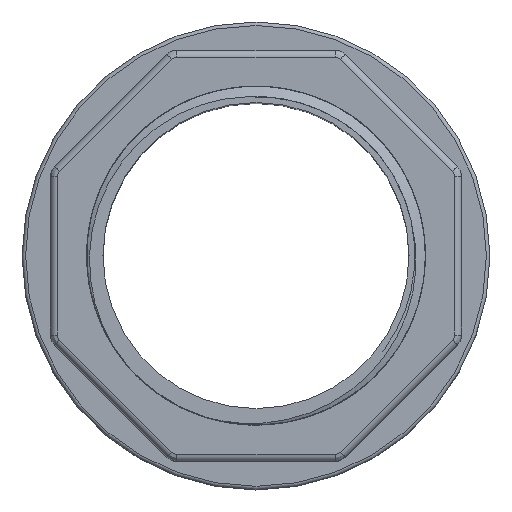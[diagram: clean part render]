
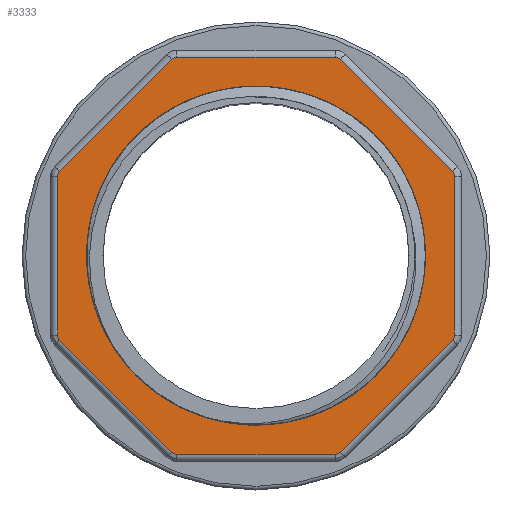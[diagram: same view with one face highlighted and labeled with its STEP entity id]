
A CAD part, top view. The second image highlights one B-rep face of the part: STEP entity #3333.
In plain terms, the highlighted planar face has unit normal (0, 0, 1).
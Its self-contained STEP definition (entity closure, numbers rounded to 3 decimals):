
#855=LINE('',#16305,#1401);
#856=LINE('',#16310,#1402);
#857=LINE('',#16314,#1403);
#858=LINE('',#16318,#1404);
#859=LINE('',#16322,#1405);
#860=LINE('',#16326,#1406);
#861=LINE('',#16330,#1407);
#862=LINE('',#16334,#1408);
#1401=VECTOR('',#11812,1.);
#1402=VECTOR('',#11815,1.);
#1403=VECTOR('',#11818,1.);
#1404=VECTOR('',#11821,1.);
#1405=VECTOR('',#11824,1.);
#1406=VECTOR('',#11827,1.);
#1407=VECTOR('',#11830,1.);
#1408=VECTOR('',#11833,1.);
#3333=ADVANCED_FACE('',(#4324,#4325),#3935,.T.);
#3935=PLANE('',#11155);
#4324=FACE_BOUND('',#4491,.T.);
#4325=FACE_BOUND('',#4492,.T.);
#4491=EDGE_LOOP('',(#5470,#5471,#5472,#5473,#5474,#5475,#5476,#5477,#5478,
#5479,#5480,#5481,#5482,#5483,#5484,#5485));
#4492=EDGE_LOOP('',(#5486));
#5470=ORIENTED_EDGE('',*,*,#9628,.T.);
#5471=ORIENTED_EDGE('',*,*,#9629,.T.);
#5472=ORIENTED_EDGE('',*,*,#9630,.T.);
#5473=ORIENTED_EDGE('',*,*,#9631,.T.);
#5474=ORIENTED_EDGE('',*,*,#9632,.T.);
#5475=ORIENTED_EDGE('',*,*,#9633,.T.);
#5476=ORIENTED_EDGE('',*,*,#9634,.T.);
#5477=ORIENTED_EDGE('',*,*,#9635,.T.);
#5478=ORIENTED_EDGE('',*,*,#9636,.T.);
#5479=ORIENTED_EDGE('',*,*,#9637,.T.);
#5480=ORIENTED_EDGE('',*,*,#9638,.T.);
#5481=ORIENTED_EDGE('',*,*,#9639,.T.);
#5482=ORIENTED_EDGE('',*,*,#9640,.T.);
#5483=ORIENTED_EDGE('',*,*,#9641,.T.);
#5484=ORIENTED_EDGE('',*,*,#9642,.T.);
#5485=ORIENTED_EDGE('',*,*,#9643,.T.);
#5486=ORIENTED_EDGE('',*,*,#9626,.F.);
#8552=VERTEX_POINT('',#16301);
#8554=VERTEX_POINT('',#16306);
#8555=VERTEX_POINT('',#16307);
#8556=VERTEX_POINT('',#16309);
#8557=VERTEX_POINT('',#16311);
#8558=VERTEX_POINT('',#16313);
#8559=VERTEX_POINT('',#16315);
#8560=VERTEX_POINT('',#16317);
#8561=VERTEX_POINT('',#16319);
#8562=VERTEX_POINT('',#16321);
#8563=VERTEX_POINT('',#16323);
#8564=VERTEX_POINT('',#16325);
#8565=VERTEX_POINT('',#16327);
#8566=VERTEX_POINT('',#16329);
#8567=VERTEX_POINT('',#16331);
#8568=VERTEX_POINT('',#16333);
#8569=VERTEX_POINT('',#16335);
#9626=EDGE_CURVE('',#8552,#8552,#10968,.T.);
#9628=EDGE_CURVE('',#8554,#8555,#855,.T.);
#9629=EDGE_CURVE('',#8555,#8556,#10970,.T.);
#9630=EDGE_CURVE('',#8556,#8557,#856,.T.);
#9631=EDGE_CURVE('',#8557,#8558,#10971,.T.);
#9632=EDGE_CURVE('',#8558,#8559,#857,.T.);
#9633=EDGE_CURVE('',#8559,#8560,#10972,.T.);
#9634=EDGE_CURVE('',#8560,#8561,#858,.T.);
#9635=EDGE_CURVE('',#8561,#8562,#10973,.T.);
#9636=EDGE_CURVE('',#8562,#8563,#859,.T.);
#9637=EDGE_CURVE('',#8563,#8564,#10974,.T.);
#9638=EDGE_CURVE('',#8564,#8565,#860,.T.);
#9639=EDGE_CURVE('',#8565,#8566,#10975,.T.);
#9640=EDGE_CURVE('',#8566,#8567,#861,.T.);
#9641=EDGE_CURVE('',#8567,#8568,#10976,.T.);
#9642=EDGE_CURVE('',#8568,#8569,#862,.T.);
#9643=EDGE_CURVE('',#8569,#8554,#10977,.T.);
#10968=CIRCLE('',#11144,23.902);
#10970=CIRCLE('',#11147,1.);
#10971=CIRCLE('',#11148,1.);
#10972=CIRCLE('',#11149,1.);
#10973=CIRCLE('',#11150,1.);
#10974=CIRCLE('',#11151,1.);
#10975=CIRCLE('',#11152,1.);
#10976=CIRCLE('',#11153,1.);
#10977=CIRCLE('',#11154,1.);
#11144=AXIS2_PLACEMENT_3D('',#16300,#11806,#11807);
#11147=AXIS2_PLACEMENT_3D('',#16308,#11813,#11814);
#11148=AXIS2_PLACEMENT_3D('',#16312,#11816,#11817);
#11149=AXIS2_PLACEMENT_3D('',#16316,#11819,#11820);
#11150=AXIS2_PLACEMENT_3D('',#16320,#11822,#11823);
#11151=AXIS2_PLACEMENT_3D('',#16324,#11825,#11826);
#11152=AXIS2_PLACEMENT_3D('',#16328,#11828,#11829);
#11153=AXIS2_PLACEMENT_3D('',#16332,#11831,#11832);
#11154=AXIS2_PLACEMENT_3D('',#16336,#11834,#11835);
#11155=AXIS2_PLACEMENT_3D('',#16337,#11836,#11837);
#11806=DIRECTION('',(0.,0.,1.));
#11807=DIRECTION('',(1.,0.,0.));
#11812=DIRECTION('',(-0.707,0.707,0.));
#11813=DIRECTION('',(0.,0.,1.));
#11814=DIRECTION('',(1.,0.,0.));
#11815=DIRECTION('',(-1.,0.,0.));
#11816=DIRECTION('',(0.,0.,1.));
#11817=DIRECTION('',(1.,0.,0.));
#11818=DIRECTION('',(-0.707,-0.707,0.));
#11819=DIRECTION('',(0.,0.,1.));
#11820=DIRECTION('',(1.,0.,0.));
#11821=DIRECTION('',(0.,-1.,0.));
#11822=DIRECTION('',(0.,0.,1.));
#11823=DIRECTION('',(1.,0.,0.));
#11824=DIRECTION('',(0.707,-0.707,0.));
#11825=DIRECTION('',(0.,0.,1.));
#11826=DIRECTION('',(1.,0.,0.));
#11827=DIRECTION('',(1.,0.,0.));
#11828=DIRECTION('',(0.,0.,1.));
#11829=DIRECTION('',(1.,0.,0.));
#11830=DIRECTION('',(0.707,0.707,0.));
#11831=DIRECTION('',(0.,0.,1.));
#11832=DIRECTION('',(1.,0.,0.));
#11833=DIRECTION('',(0.,1.,0.));
#11834=DIRECTION('',(0.,0.,1.));
#11835=DIRECTION('',(1.,0.,0.));
#11836=DIRECTION('',(0.,0.,1.));
#11837=DIRECTION('',(-1.,0.,0.));
#16300=CARTESIAN_POINT('',(0.,-210.92,42.));
#16301=CARTESIAN_POINT('',(23.901,-210.92,42.));
#16305=CARTESIAN_POINT('',(11.891,-183.213,42.));
#16306=CARTESIAN_POINT('',(27.707,-199.03,42.));
#16307=CARTESIAN_POINT('',(11.891,-183.213,42.));
#16308=CARTESIAN_POINT('',(11.184,-183.92,42.));
#16309=CARTESIAN_POINT('',(11.184,-182.92,42.));
#16310=CARTESIAN_POINT('',(-11.184,-182.92,42.));
#16311=CARTESIAN_POINT('',(-11.184,-182.92,42.));
#16312=CARTESIAN_POINT('',(-11.184,-183.92,42.));
#16313=CARTESIAN_POINT('',(-11.891,-183.213,42.));
#16314=CARTESIAN_POINT('',(-27.707,-199.03,42.));
#16315=CARTESIAN_POINT('',(-27.707,-199.03,42.));
#16316=CARTESIAN_POINT('',(-27.,-199.737,42.));
#16317=CARTESIAN_POINT('',(-28.,-199.737,42.));
#16318=CARTESIAN_POINT('',(-28.,-222.104,42.));
#16319=CARTESIAN_POINT('',(-28.,-222.104,42.));
#16320=CARTESIAN_POINT('',(-27.,-222.104,42.));
#16321=CARTESIAN_POINT('',(-27.707,-222.811,42.));
#16322=CARTESIAN_POINT('',(-11.891,-238.627,42.));
#16323=CARTESIAN_POINT('',(-11.891,-238.627,42.));
#16324=CARTESIAN_POINT('',(-11.184,-237.92,42.));
#16325=CARTESIAN_POINT('',(-11.184,-238.92,42.));
#16326=CARTESIAN_POINT('',(11.184,-238.92,42.));
#16327=CARTESIAN_POINT('',(11.184,-238.92,42.));
#16328=CARTESIAN_POINT('',(11.184,-237.92,42.));
#16329=CARTESIAN_POINT('',(11.891,-238.627,42.));
#16330=CARTESIAN_POINT('',(27.707,-222.811,42.));
#16331=CARTESIAN_POINT('',(27.707,-222.811,42.));
#16332=CARTESIAN_POINT('',(27.,-222.104,42.));
#16333=CARTESIAN_POINT('',(28.,-222.104,42.));
#16334=CARTESIAN_POINT('',(28.,-199.737,42.));
#16335=CARTESIAN_POINT('',(28.,-199.737,42.));
#16336=CARTESIAN_POINT('',(27.,-199.737,42.));
#16337=CARTESIAN_POINT('',(0.,-210.92,42.));
